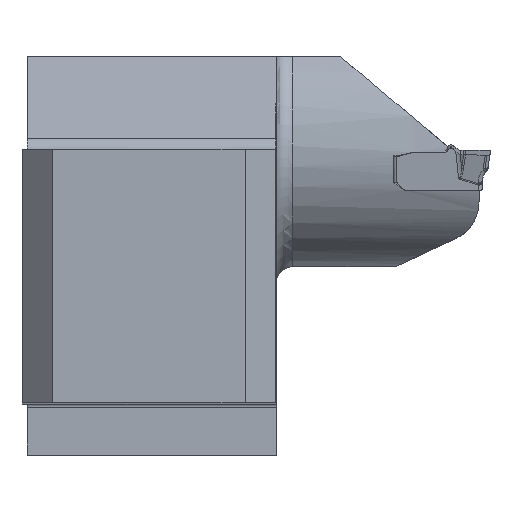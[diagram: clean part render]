
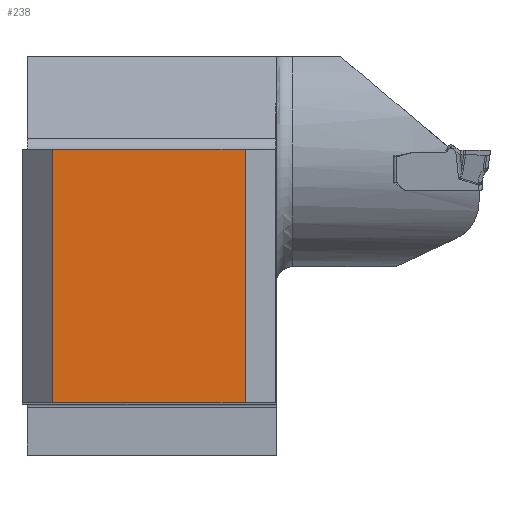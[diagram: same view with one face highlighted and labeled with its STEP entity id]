
A CAD part, top view. The second image highlights one B-rep face of the part: STEP entity #238.
In plain terms, the highlighted planar face has unit normal (0, 0, 1).
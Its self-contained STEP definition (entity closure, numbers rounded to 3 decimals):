
#238=ADVANCED_FACE('CU_BACK_SU1',(#381),#335,.F.);
#335=PLANE('',#1907);
#381=FACE_OUTER_BOUND('',#480,.T.);
#480=EDGE_LOOP('',(#897,#898,#899,#900));
#598=LINE('',#2613,#734);
#599=LINE('',#2616,#735);
#600=LINE('',#2618,#736);
#601=LINE('',#2620,#737);
#734=VECTOR('',#2117,1.);
#735=VECTOR('',#2118,1.);
#736=VECTOR('',#2119,1.);
#737=VECTOR('',#2120,1.);
#897=ORIENTED_EDGE('',*,*,#1568,.F.);
#898=ORIENTED_EDGE('',*,*,#1569,.F.);
#899=ORIENTED_EDGE('',*,*,#1570,.T.);
#900=ORIENTED_EDGE('',*,*,#1571,.T.);
#1401=VERTEX_POINT('',#2614);
#1402=VERTEX_POINT('',#2615);
#1403=VERTEX_POINT('',#2617);
#1404=VERTEX_POINT('',#2619);
#1568=EDGE_CURVE('',#1401,#1402,#598,.T.);
#1569=EDGE_CURVE('',#1403,#1401,#599,.T.);
#1570=EDGE_CURVE('',#1403,#1404,#600,.T.);
#1571=EDGE_CURVE('',#1404,#1402,#601,.T.);
#1907=AXIS2_PLACEMENT_3D('',#2621,#2121,#2122);
#2117=DIRECTION('',(0.,-1.,0.));
#2118=DIRECTION('',(1.,0.,0.));
#2119=DIRECTION('',(0.,-1.,0.));
#2120=DIRECTION('',(1.,0.,0.));
#2121=DIRECTION('',(0.,0.,-1.));
#2122=DIRECTION('',(1.,0.,0.));
#2613=CARTESIAN_POINT('',(21.925,0.,0.));
#2614=CARTESIAN_POINT('',(21.925,24.925,0.));
#2615=CARTESIAN_POINT('',(21.925,0.,0.));
#2616=CARTESIAN_POINT('',(110.,24.925,0.));
#2617=CARTESIAN_POINT('',(3.,24.925,0.));
#2618=CARTESIAN_POINT('',(3.,0.,0.));
#2619=CARTESIAN_POINT('',(3.,0.,0.));
#2620=CARTESIAN_POINT('',(110.,0.,0.));
#2621=CARTESIAN_POINT('',(-23.246,34.925,0.));
